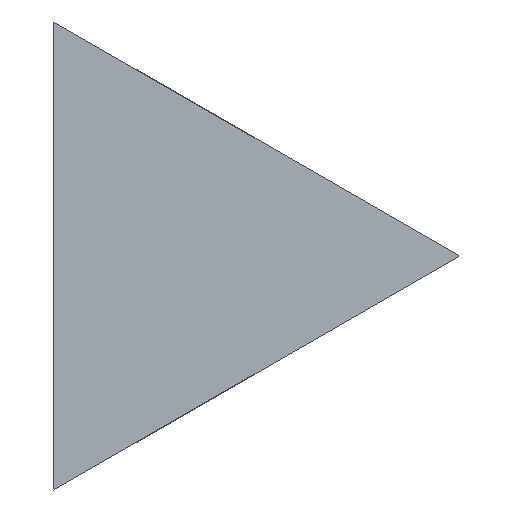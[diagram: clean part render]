
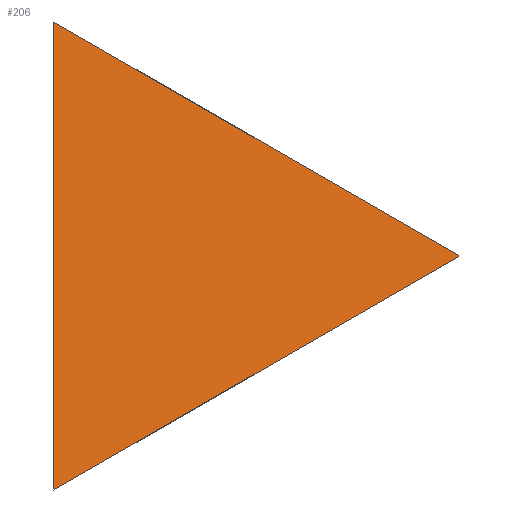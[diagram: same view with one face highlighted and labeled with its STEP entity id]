
A CAD part, left-side view. The second image highlights one B-rep face of the part: STEP entity #206.
In plain terms, the highlighted planar face has unit normal (-0.866, -0.5, 0).
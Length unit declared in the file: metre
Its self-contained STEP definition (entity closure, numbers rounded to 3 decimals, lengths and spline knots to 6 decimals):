
#52=ORIENTED_EDGE('',*,*,#82,.T.);
#53=ORIENTED_EDGE('',*,*,#90,.F.);
#54=ORIENTED_EDGE('',*,*,#95,.F.);
#55=ORIENTED_EDGE('',*,*,#74,.T.);
#74=EDGE_CURVE('',#101,#100,#117,.F.);
#82=EDGE_CURVE('',#100,#107,#125,.F.);
#90=EDGE_CURVE('',#113,#107,#133,.T.);
#95=EDGE_CURVE('',#101,#113,#138,.F.);
#100=VERTEX_POINT('',#291);
#101=VERTEX_POINT('',#293);
#107=VERTEX_POINT('',#307);
#113=VERTEX_POINT('',#323);
#117=LINE('',#292,#143);
#125=LINE('',#308,#151);
#133=LINE('',#324,#159);
#138=LINE('',#333,#164);
#143=VECTOR('',#241,1.);
#151=VECTOR('',#251,1.);
#159=VECTOR('',#263,1.);
#164=VECTOR('',#274,1.);
#173=EDGE_LOOP('',(#52,#53,#54,#55));
#184=FACE_BOUND('',#173,.T.);
#195=PLANE('',#230);
#206=ADVANCED_FACE('',(#184),#195,.T.);
#230=AXIS2_PLACEMENT_3D('',#332,#272,#273);
#241=DIRECTION('',(0.447,-0.775,-0.447));
#251=DIRECTION('',(0.,0.,1.));
#263=DIRECTION('',(-0.447,0.775,-0.447));
#272=DIRECTION('',(-0.866,-0.5,0.));
#273=DIRECTION('',(0.5,-0.866,0.));
#274=DIRECTION('',(0.,0.,1.));
#291=CARTESIAN_POINT('',(-0.15,0.,0.15));
#292=CARTESIAN_POINT('',(-0.12,-0.051962,0.12));
#293=CARTESIAN_POINT('',(-0.000466,-0.259,0.000466));
#307=CARTESIAN_POINT('',(-0.15,0.,-0.15));
#308=CARTESIAN_POINT('',(-0.15,0.,0.15));
#323=CARTESIAN_POINT('',(-0.000466,-0.259,-0.000466));
#324=CARTESIAN_POINT('',(-0.12,-0.051962,-0.12));
#332=CARTESIAN_POINT('',(-0.15,0.,0.15));
#333=CARTESIAN_POINT('',(-0.000466,-0.259,0.15));
